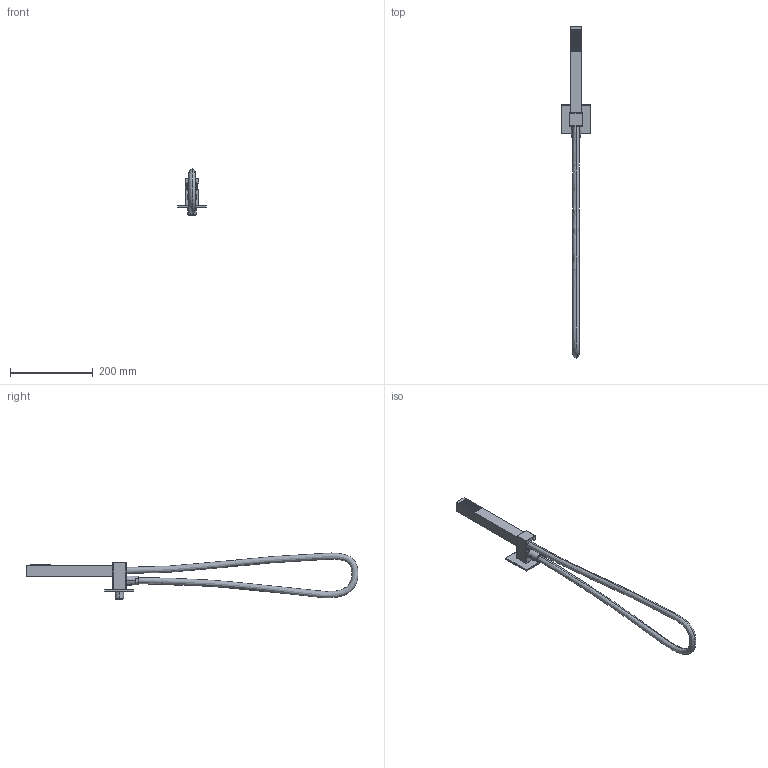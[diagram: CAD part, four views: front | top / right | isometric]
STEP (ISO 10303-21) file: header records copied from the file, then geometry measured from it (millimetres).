
FILE_DESCRIPTION (( 'STEP AP214' ), '1' );
FILE_NAME ('QUA.0021 3D.STEP', '2023-05-09T15:09:48', ( '' ), ( '' ), 'SwSTEP 2.0', 'SolidWorks 2022', '' );
FILE_SCHEMA (( 'AUTOMOTIVE_DESIGN' ));
Length unit declared in the file: millimetre
Products named in the file (4): 010901800800; QUA.0021 3D; 012900100400; 011009605900
Assembly tree (3 placements, depth 2):
  QUA.0021 3D
    012900100400
    010901800800
    011009605900
Bounding box: 70 x 803.26 x 111.47 mm (x, y, z)
Volume: 444138.3 mm3; surface area: 115217.4 mm2
Topology: 4 solids, 5 shells, 326 faces, 703 edges, 421 vertices
Faces by surface type: cylinder 145, plane 91, torus 39, bspline 25, sphere 14, cone 12
Entity records: 13498 total; most frequent: CARTESIAN_POINT 5621, DIRECTION 1569, ORIENTED_EDGE 1370, EDGE_CURVE 685, AXIS2_PLACEMENT_3D 668, VERTEX_POINT 421, EDGE_LOOP 380, CIRCLE 361
